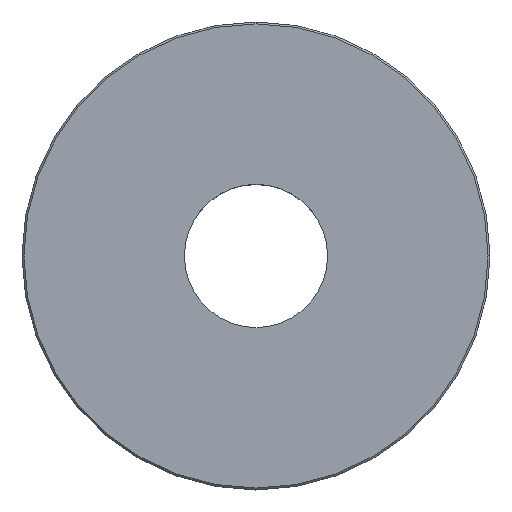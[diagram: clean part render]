
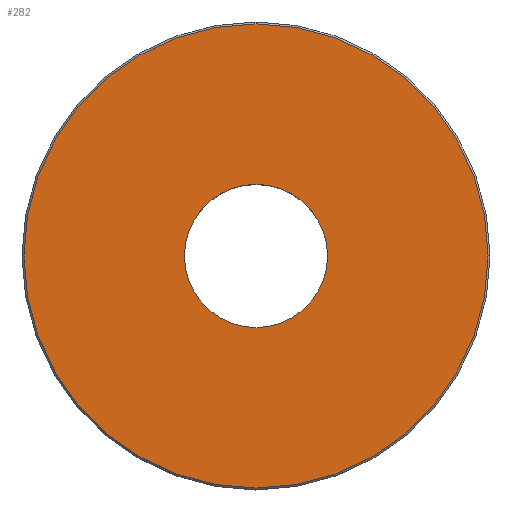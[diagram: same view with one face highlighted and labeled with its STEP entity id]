
A CAD part, top view. The second image highlights one B-rep face of the part: STEP entity #282.
In plain terms, the highlighted planar face has unit normal (0, 0, 1).
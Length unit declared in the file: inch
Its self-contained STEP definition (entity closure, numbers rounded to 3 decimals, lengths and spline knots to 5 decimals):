
#50 = CARTESIAN_POINT ( 'NONE',  ( -0.1875, 0., 0.3121 ) ) ;
#62 = DIRECTION ( 'NONE',  ( -1., 0., 0. ) ) ;
#67 = EDGE_CURVE ( 'NONE', #94, #451, #467, .T. ) ;
#94 = VERTEX_POINT ( 'NONE', #50 ) ;
#181 = AXIS2_PLACEMENT_3D ( 'NONE', #857, #355, #951 ) ;
#255 = CARTESIAN_POINT ( 'NONE',  ( 0., 0., 0.3121 ) ) ;
#282 = ADVANCED_FACE ( 'NONE', ( #992, #986 ), #297, .F. ) ;
#284 = CARTESIAN_POINT ( 'NONE',  ( 0., 0., 0.3121 ) ) ;
#297 = PLANE ( 'NONE',  #889 ) ;
#301 = DIRECTION ( 'NONE',  ( 0., 0., -1. ) ) ;
#323 = DIRECTION ( 'NONE',  ( 1., 0., 0. ) ) ;
#355 = DIRECTION ( 'NONE',  ( 0., 0., 1. ) ) ;
#365 = DIRECTION ( 'NONE',  ( -1., 0., 0. ) ) ;
#391 = EDGE_CURVE ( 'NONE', #508, #1014, #801, .T. ) ;
#410 = EDGE_CURVE ( 'NONE', #1014, #508, #784, .T. ) ;
#451 = VERTEX_POINT ( 'NONE', #596 ) ;
#467 = CIRCLE ( 'NONE', #181, 0.1875 ) ;
#482 = EDGE_CURVE ( 'NONE', #451, #94, #779, .T. ) ;
#508 = VERTEX_POINT ( 'NONE', #1010 ) ;
#510 = DIRECTION ( 'NONE',  ( 0., 0., -1. ) ) ;
#560 = CARTESIAN_POINT ( 'NONE',  ( -0.6075, 0., 0.3121 ) ) ;
#596 = CARTESIAN_POINT ( 'NONE',  ( 0.1875, 0., 0.3121 ) ) ;
#615 = AXIS2_PLACEMENT_3D ( 'NONE', #284, #868, #365 ) ;
#667 = ORIENTED_EDGE ( 'NONE', *, *, #410, .F. ) ;
#689 = AXIS2_PLACEMENT_3D ( 'NONE', #255, #825, #323 ) ;
#728 = ORIENTED_EDGE ( 'NONE', *, *, #67, .F. ) ;
#754 = ORIENTED_EDGE ( 'NONE', *, *, #391, .F. ) ;
#779 = CIRCLE ( 'NONE', #689, 0.1875 ) ;
#784 = CIRCLE ( 'NONE', #828, 0.6075 ) ;
#801 = CIRCLE ( 'NONE', #615, 0.6075 ) ;
#806 = CARTESIAN_POINT ( 'NONE',  ( 0., 0., 0.3121 ) ) ;
#825 = DIRECTION ( 'NONE',  ( 0., 0., 1. ) ) ;
#828 = AXIS2_PLACEMENT_3D ( 'NONE', #1069, #510, #62 ) ;
#857 = CARTESIAN_POINT ( 'NONE',  ( 0., 0., 0.3121 ) ) ;
#868 = DIRECTION ( 'NONE',  ( 0., 0., -1. ) ) ;
#888 = DIRECTION ( 'NONE',  ( -1., 0., 0. ) ) ;
#889 = AXIS2_PLACEMENT_3D ( 'NONE', #806, #301, #888 ) ;
#913 = EDGE_LOOP ( 'NONE', ( #667, #754 ) ) ;
#951 = DIRECTION ( 'NONE',  ( 1., 0., 0. ) ) ;
#986 = FACE_BOUND ( 'NONE', #1043, .T. ) ;
#992 = FACE_OUTER_BOUND ( 'NONE', #913, .T. ) ;
#1010 = CARTESIAN_POINT ( 'NONE',  ( 0.6075, 0., 0.3121 ) ) ;
#1014 = VERTEX_POINT ( 'NONE', #560 ) ;
#1027 = ORIENTED_EDGE ( 'NONE', *, *, #482, .F. ) ;
#1043 = EDGE_LOOP ( 'NONE', ( #1027, #728 ) ) ;
#1069 = CARTESIAN_POINT ( 'NONE',  ( 0., 0., 0.3121 ) ) ;
